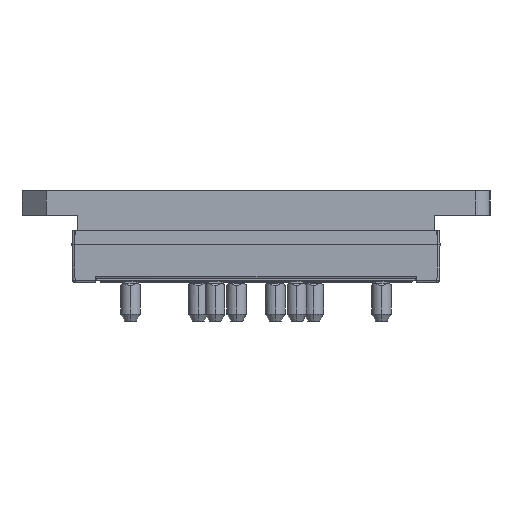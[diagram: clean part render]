
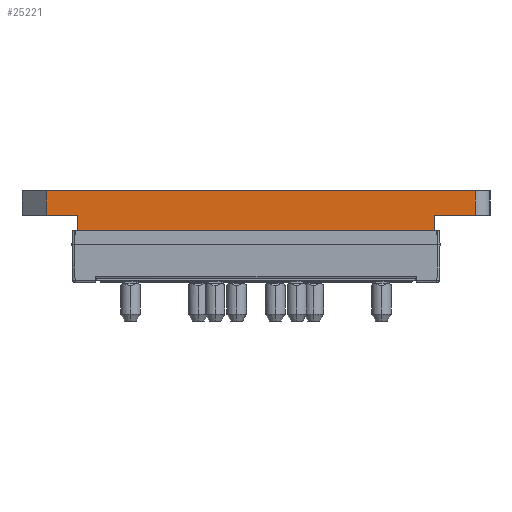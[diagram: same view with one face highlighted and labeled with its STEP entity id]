
A CAD part, left-side view. The second image highlights one B-rep face of the part: STEP entity #25221.
In plain terms, the highlighted planar face has unit normal (-1, 0, 0).
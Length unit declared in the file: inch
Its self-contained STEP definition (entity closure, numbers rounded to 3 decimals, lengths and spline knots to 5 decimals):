
#25221 = ADVANCED_FACE ( 'NONE', ( #78853 ), #81789, .F. ) ;
#28534 = LINE ( 'NONE', #34333, #28537 ) ;
#28537 = VECTOR ( 'NONE', #34340, 39.37008 ) ;
#28546 = LINE ( 'NONE', #34349, #28549 ) ;
#28549 = VECTOR ( 'NONE', #34350, 39.37008 ) ;
#28572 = LINE ( 'NONE', #34385, #28575 ) ;
#28575 = VECTOR ( 'NONE', #34386, 39.37008 ) ;
#28578 = LINE ( 'NONE', #34391, #28581 ) ;
#28581 = VECTOR ( 'NONE', #34393, 39.37008 ) ;
#28640 = LINE ( 'NONE', #34458, #28642 ) ;
#28642 = VECTOR ( 'NONE', #34453, 39.37008 ) ;
#28704 = LINE ( 'NONE', #34539, #28715 ) ;
#28712 = LINE ( 'NONE', #34538, #28719 ) ;
#28714 = LINE ( 'NONE', #34551, #28717 ) ;
#28715 = VECTOR ( 'NONE', #34550, 39.37008 ) ;
#28717 = VECTOR ( 'NONE', #34553, 39.37008 ) ;
#28719 = VECTOR ( 'NONE', #34554, 39.37008 ) ;
#34333 = CARTESIAN_POINT ( 'NONE',  ( -1.85323, -0.02, 0.12748 ) ) ;
#34340 = DIRECTION ( 'NONE',  ( 0., 1., 0. ) ) ;
#34349 = CARTESIAN_POINT ( 'NONE',  ( -1.85323, 0.72992, 0.25174 ) ) ;
#34350 = DIRECTION ( 'NONE',  ( 0., 0., 1. ) ) ;
#34385 = CARTESIAN_POINT ( 'NONE',  ( -1.85323, -0.02, 0.276 ) ) ;
#34386 = DIRECTION ( 'NONE',  ( 0., 1., 0. ) ) ;
#34391 = CARTESIAN_POINT ( 'NONE',  ( -1.85323, 0.85674, 0.25174 ) ) ;
#34393 = DIRECTION ( 'NONE',  ( 0., 0., 1. ) ) ;
#34453 = DIRECTION ( 'NONE',  ( 0., 0., -1. ) ) ;
#34458 = CARTESIAN_POINT ( 'NONE',  ( -1.85323, -0.89674, 0.25174 ) ) ;
#34538 = CARTESIAN_POINT ( 'NONE',  ( -1.85323, 0., 0.376 ) ) ;
#34539 = CARTESIAN_POINT ( 'NONE',  ( -1.85323, -0.72992, 0.25174 ) ) ;
#34550 = DIRECTION ( 'NONE',  ( 0., 0., -1. ) ) ;
#34551 = CARTESIAN_POINT ( 'NONE',  ( -1.85323, -0.84333, 0.276 ) ) ;
#34553 = DIRECTION ( 'NONE',  ( 0., -1., 0. ) ) ;
#34554 = DIRECTION ( 'NONE',  ( 0., 1., 0. ) ) ;
#69791 = AXIS2_PLACEMENT_3D ( 'NONE', #81832, #81834, #81836 ) ;
#71942 = EDGE_CURVE ( 'NONE', #95840, #95844, #28534, .T. ) ;
#71952 = EDGE_CURVE ( 'NONE', #95844, #95816, #28546, .T. ) ;
#71978 = EDGE_CURVE ( 'NONE', #95816, #95884, #28572, .T. ) ;
#71983 = EDGE_CURVE ( 'NONE', #95884, #95833, #28578, .T. ) ;
#72040 = EDGE_CURVE ( 'NONE', #95957, #95960, #28640, .T. ) ;
#72109 = EDGE_CURVE ( 'NONE', #96028, #95840, #28704, .T. ) ;
#72111 = EDGE_CURVE ( 'NONE', #96028, #95960, #28714, .T. ) ;
#72113 = EDGE_CURVE ( 'NONE', #95957, #95833, #28712, .T. ) ;
#75150 = EDGE_LOOP ( 'NONE', ( #83719, #83722, #83724, #83728, #83731, #83734, #83737, #83739 ) ) ;
#78853 = FACE_OUTER_BOUND ( 'NONE', #75150, .T. ) ;
#81789 = PLANE ( 'NONE',  #69791 ) ;
#81832 = CARTESIAN_POINT ( 'NONE',  ( -1.85323, -0.89674, 0.12748 ) ) ;
#81834 = DIRECTION ( 'NONE',  ( 1., 0., 0. ) ) ;
#81836 = DIRECTION ( 'NONE',  ( 0., 1., 0. ) ) ;
#83719 = ORIENTED_EDGE ( 'NONE', *, *, #71952, .F. ) ;
#83722 = ORIENTED_EDGE ( 'NONE', *, *, #71942, .F. ) ;
#83724 = ORIENTED_EDGE ( 'NONE', *, *, #72109, .F. ) ;
#83728 = ORIENTED_EDGE ( 'NONE', *, *, #72111, .T. ) ;
#83731 = ORIENTED_EDGE ( 'NONE', *, *, #72040, .F. ) ;
#83734 = ORIENTED_EDGE ( 'NONE', *, *, #72113, .T. ) ;
#83737 = ORIENTED_EDGE ( 'NONE', *, *, #71983, .F. ) ;
#83739 = ORIENTED_EDGE ( 'NONE', *, *, #71978, .F. ) ;
#92469 = CARTESIAN_POINT ( 'NONE',  ( -1.85323, 0.72992, 0.276 ) ) ;
#92474 = CARTESIAN_POINT ( 'NONE',  ( -1.85323, 0.85674, 0.376 ) ) ;
#92476 = CARTESIAN_POINT ( 'NONE',  ( -1.85323, -0.72992, 0.12748 ) ) ;
#92477 = CARTESIAN_POINT ( 'NONE',  ( -1.85323, 0.72992, 0.12748 ) ) ;
#92492 = CARTESIAN_POINT ( 'NONE',  ( -1.85323, 0.85674, 0.276 ) ) ;
#92516 = CARTESIAN_POINT ( 'NONE',  ( -1.85323, -0.89674, 0.376 ) ) ;
#92517 = CARTESIAN_POINT ( 'NONE',  ( -1.85323, -0.89674, 0.276 ) ) ;
#92539 = CARTESIAN_POINT ( 'NONE',  ( -1.85323, -0.72992, 0.276 ) ) ;
#95816 = VERTEX_POINT ( 'NONE', #92469 ) ;
#95833 = VERTEX_POINT ( 'NONE', #92474 ) ;
#95840 = VERTEX_POINT ( 'NONE', #92476 ) ;
#95844 = VERTEX_POINT ( 'NONE', #92477 ) ;
#95884 = VERTEX_POINT ( 'NONE', #92492 ) ;
#95957 = VERTEX_POINT ( 'NONE', #92516 ) ;
#95960 = VERTEX_POINT ( 'NONE', #92517 ) ;
#96028 = VERTEX_POINT ( 'NONE', #92539 ) ;
